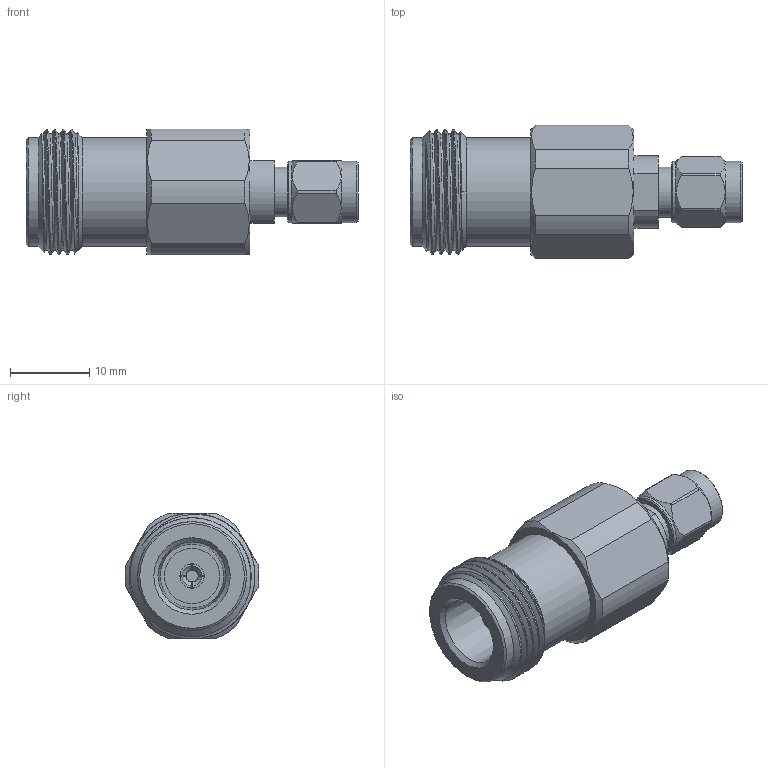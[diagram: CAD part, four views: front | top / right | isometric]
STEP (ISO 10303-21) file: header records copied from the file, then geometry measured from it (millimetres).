
FILE_DESCRIPTION (( 'STEP AP203' ), '1' );
FILE_NAME ('PE9433_3D.step', '2022-01-31T22:10:22', ( '' ), ( '' ), 'SwSTEP 2.0', 'SolidWorks 2021', '' );
FILE_SCHEMA (( 'CONFIG_CONTROL_DESIGN' ));
Length unit declared in the file: inch
Products named in the file (1): PE9433_3D
Bounding box: 41.91 x 16.9 x 15.88 mm (x, y, z)
Volume: 5232.8 mm3; surface area: 2855.6 mm2
Topology: 1 solids, 1 shells, 107 faces, 284 edges, 192 vertices
Faces by surface type: plane 41, cylinder 41, cone 18, bspline 7
Full cylindrical faces by diameter (mm): 0.94 x1, 1.194 x1, 1.524 x1, 3.048 x1, 4.445 x1, 6.31 x1, 6.35 x6, 6.985 x1, 7.762 x2, 13.716 x2
Entity records: 6405 total; most frequent: CARTESIAN_POINT 4096, ORIENTED_EDGE 490, DIRECTION 402, EDGE_CURVE 245, VERTEX_POINT 183, AXIS2_PLACEMENT_3D 174, EDGE_LOOP 138, FACE_OUTER_BOUND 114
